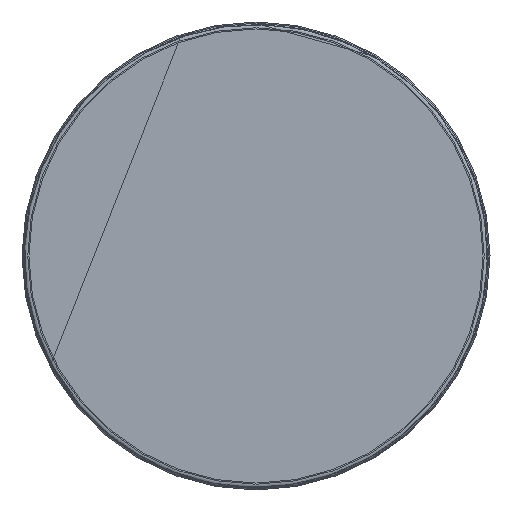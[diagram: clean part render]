
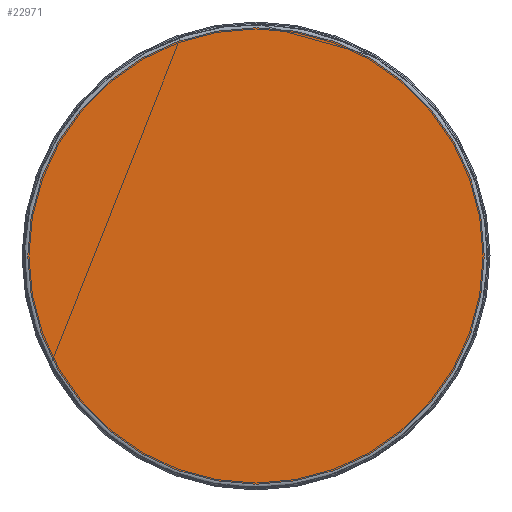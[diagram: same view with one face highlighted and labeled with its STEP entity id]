
A CAD part, front view. The second image highlights one B-rep face of the part: STEP entity #22971.
In plain terms, the highlighted face is planar.
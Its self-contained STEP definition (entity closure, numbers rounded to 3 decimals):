
#22940=CARTESIAN_POINT('',(395.,152.,0.));
#22941=VERTEX_POINT('',#22940);
#22942=CARTESIAN_POINT('',(0.,152.,0.0));
#22943=DIRECTION('',(0.0,-1.0,0.0));
#22944=DIRECTION('',(-1.0,0.0,0.0));
#22945=AXIS2_PLACEMENT_3D('',#22942,#22943,#22944);
#22946=CIRCLE('',#22945,395.0);
#22947=EDGE_CURVE('',#22941,#22941,#22946,.T.);
#22963=CARTESIAN_POINT('',(202.5,152.,0.0));
#22964=DIRECTION('',(0.0,1.0,0.0));
#22965=DIRECTION('',(0.0,0.0,1.0));
#22966=AXIS2_PLACEMENT_3D('',#22963,#22964,#22965);
#22967=PLANE('',#22966);
#22968=ORIENTED_EDGE('',*,*,#22947,.F.);
#22969=EDGE_LOOP('',(#22968));
#22970=FACE_OUTER_BOUND('',#22969,.T.);
#22971=ADVANCED_FACE('',(#22970),#22967,.T.);
